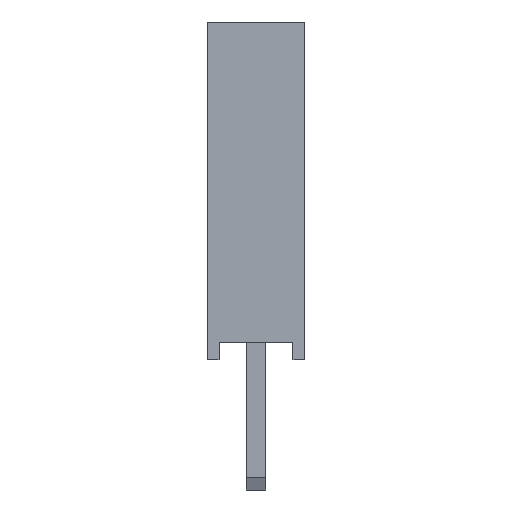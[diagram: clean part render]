
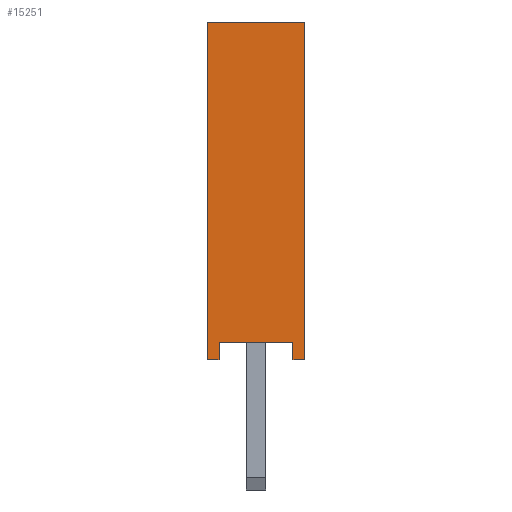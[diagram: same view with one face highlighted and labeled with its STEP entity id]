
A CAD part, left-side view. The second image highlights one B-rep face of the part: STEP entity #15251.
In plain terms, the highlighted planar face has unit normal (-1, 0, 0).
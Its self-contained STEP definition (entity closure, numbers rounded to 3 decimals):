
#365=FACE_OUTER_BOUND('',#1215,.T.);
#1215=EDGE_LOOP('',(#9855,#9856,#9857,#9858,#9859,#9860,#9861,#9862));
#2170=LINE('',#21248,#4168);
#2174=LINE('',#21257,#4172);
#2178=LINE('',#21264,#4176);
#2180=LINE('',#21270,#4178);
#2187=LINE('',#21284,#4185);
#2189=LINE('',#21288,#4187);
#2191=LINE('',#21292,#4189);
#2193=LINE('',#21295,#4191);
#4168=VECTOR('',#17249,10.);
#4172=VECTOR('',#17255,10.);
#4176=VECTOR('',#17261,10.);
#4178=VECTOR('',#17269,10.);
#4185=VECTOR('',#17280,10.);
#4187=VECTOR('',#17284,10.);
#4189=VECTOR('',#17288,10.);
#4191=VECTOR('',#17292,10.);
#6141=VERTEX_POINT('',#21246);
#6142=VERTEX_POINT('',#21247);
#6145=VERTEX_POINT('',#21255);
#6146=VERTEX_POINT('',#21256);
#6149=VERTEX_POINT('',#21269);
#6154=VERTEX_POINT('',#21283);
#6155=VERTEX_POINT('',#21287);
#6156=VERTEX_POINT('',#21291);
#7578=EDGE_CURVE('',#6141,#6142,#2170,.T.);
#7582=EDGE_CURVE('',#6145,#6146,#2174,.T.);
#7586=EDGE_CURVE('',#6142,#6145,#2178,.T.);
#7588=EDGE_CURVE('',#6146,#6149,#2180,.T.);
#7595=EDGE_CURVE('',#6154,#6141,#2187,.T.);
#7597=EDGE_CURVE('',#6155,#6154,#2189,.T.);
#7599=EDGE_CURVE('',#6156,#6155,#2191,.T.);
#7601=EDGE_CURVE('',#6149,#6156,#2193,.T.);
#9855=ORIENTED_EDGE('',*,*,#7595,.F.);
#9856=ORIENTED_EDGE('',*,*,#7597,.F.);
#9857=ORIENTED_EDGE('',*,*,#7599,.F.);
#9858=ORIENTED_EDGE('',*,*,#7601,.F.);
#9859=ORIENTED_EDGE('',*,*,#7588,.F.);
#9860=ORIENTED_EDGE('',*,*,#7582,.F.);
#9861=ORIENTED_EDGE('',*,*,#7586,.F.);
#9862=ORIENTED_EDGE('',*,*,#7578,.F.);
#13951=PLANE('',#16136);
#15251=ADVANCED_FACE('',(#365),#13951,.F.);
#16136=AXIS2_PLACEMENT_3D('',#21296,#17293,#17294);
#17249=DIRECTION('',(0.,0.,1.));
#17255=DIRECTION('',(0.,0.,-1.));
#17261=DIRECTION('',(0.,-1.,0.));
#17269=DIRECTION('',(0.,1.,0.));
#17280=DIRECTION('',(0.,1.,0.));
#17284=DIRECTION('',(0.,0.,-1.));
#17288=DIRECTION('',(0.,1.,0.));
#17292=DIRECTION('',(0.,0.,1.));
#17293=DIRECTION('center_axis',(1.,0.,0.));
#17294=DIRECTION('ref_axis',(0.,0.,-1.));
#21246=CARTESIAN_POINT('',(-1.317,1.238,0.));
#21247=CARTESIAN_POINT('',(-1.317,1.238,8.575));
#21248=CARTESIAN_POINT('',(-1.317,1.238,2.144));
#21255=CARTESIAN_POINT('',(-1.317,-1.238,8.575));
#21256=CARTESIAN_POINT('',(-1.317,-1.238,0.));
#21257=CARTESIAN_POINT('',(-1.317,-1.238,2.144));
#21264=CARTESIAN_POINT('',(-1.317,-1.238,8.575));
#21269=CARTESIAN_POINT('',(-1.317,-0.938,0.));
#21270=CARTESIAN_POINT('',(-1.317,-1.238,0.));
#21283=CARTESIAN_POINT('',(-1.317,0.938,0.));
#21284=CARTESIAN_POINT('',(-1.317,-1.238,0.));
#21287=CARTESIAN_POINT('',(-1.317,0.938,0.448));
#21288=CARTESIAN_POINT('',(-1.317,0.938,0.));
#21291=CARTESIAN_POINT('',(-1.317,-0.938,0.448));
#21292=CARTESIAN_POINT('',(-1.317,-0.15,0.448));
#21295=CARTESIAN_POINT('',(-1.317,-0.938,0.224));
#21296=CARTESIAN_POINT('Origin',(-1.317,-1.238,0.));
